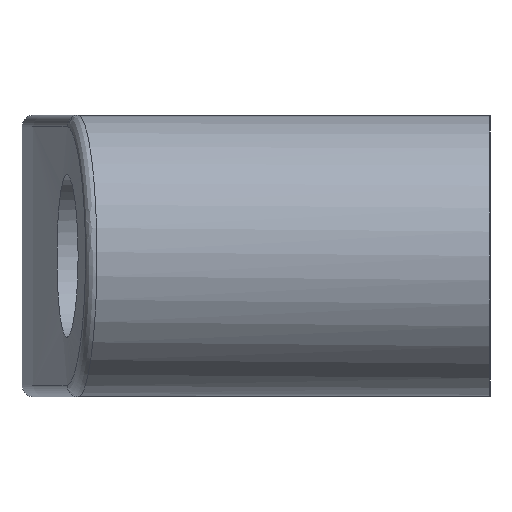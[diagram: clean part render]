
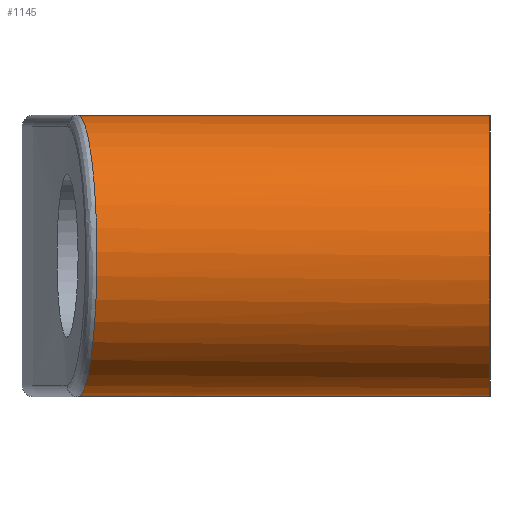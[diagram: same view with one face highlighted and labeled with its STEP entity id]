
A CAD part, left-side view. The second image highlights one B-rep face of the part: STEP entity #1145.
In plain terms, the highlighted cylindrical face has radius 12.15 mm (diameter 24.3 mm), a partial arc.
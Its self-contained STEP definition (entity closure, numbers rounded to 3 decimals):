
#10 = EDGE_CURVE ( 'NONE', #524, #285, #595, .T. ) ;
#19 = VECTOR ( 'NONE', #1264, 1000. ) ;
#24 = VERTEX_POINT ( 'NONE', #1898 ) ;
#25 = AXIS2_PLACEMENT_3D ( 'NONE', #874, #716, #1232 ) ;
#34 = CARTESIAN_POINT ( 'NONE',  ( -60., 32., -12.15 ) ) ;
#41 = CARTESIAN_POINT ( 'NONE',  ( -67.399, 34.581, -9.669 ) ) ;
#90 = CARTESIAN_POINT ( 'NONE',  ( -68.013, 34.499, 9.167 ) ) ;
#106 = CARTESIAN_POINT ( 'NONE',  ( -62.748, 35.18, 11.842 ) ) ;
#115 = CARTESIAN_POINT ( 'NONE',  ( -69.64, 34.278, 7.438 ) ) ;
#130 = CARTESIAN_POINT ( 'NONE',  ( -70.314, 34.185, -6.434 ) ) ;
#143 = CARTESIAN_POINT ( 'NONE',  ( -72.15, 33.927, -0.388 ) ) ;
#222 = CARTESIAN_POINT ( 'NONE',  ( -60., 40.4, -12.15 ) ) ;
#234 = CARTESIAN_POINT ( 'NONE',  ( -60., 35.515, 12.15 ) ) ;
#239 = CARTESIAN_POINT ( 'NONE',  ( -60., 35.515, 12.15 ) ) ;
#250 = ORIENTED_EDGE ( 'NONE', *, *, #720, .F. ) ;
#285 = VERTEX_POINT ( 'NONE', #871 ) ;
#294 = CARTESIAN_POINT ( 'NONE',  ( -69.149, 34.345, -8.035 ) ) ;
#305 = AXIS2_PLACEMENT_3D ( 'NONE', #1825, #1222, #756 ) ;
#308 = CARTESIAN_POINT ( 'NONE',  ( -69.652, 34.276, -7.422 ) ) ;
#322 = CARTESIAN_POINT ( 'NONE',  ( -61.601, 35.322, -12.07 ) ) ;
#326 = CARTESIAN_POINT ( 'NONE',  ( -60., 35.515, -12.15 ) ) ;
#384 = ORIENTED_EDGE ( 'NONE', *, *, #799, .T. ) ;
#390 = EDGE_CURVE ( 'NONE', #285, #1328, #1473, .T. ) ;
#396 = VECTOR ( 'NONE', #586, 1000. ) ;
#400 = CARTESIAN_POINT ( 'NONE',  ( -69.136, 34.347, 8.049 ) ) ;
#418 = CARTESIAN_POINT ( 'NONE',  ( -71.529, 34.015, -3.918 ) ) ;
#427 = FACE_OUTER_BOUND ( 'NONE', #1029, .T. ) ;
#489 = CARTESIAN_POINT ( 'NONE',  ( -63.153, 35.13, -11.761 ) ) ;
#524 = VERTEX_POINT ( 'NONE', #234 ) ;
#534 = CARTESIAN_POINT ( 'NONE',  ( -70.308, 34.186, 6.444 ) ) ;
#570 = CARTESIAN_POINT ( 'NONE',  ( -72.131, 33.93, -0.786 ) ) ;
#584 = CARTESIAN_POINT ( 'NONE',  ( -71.835, 33.972, 2.78 ) ) ;
#586 = DIRECTION ( 'NONE',  ( 0., -1., 0. ) ) ;
#595 = B_SPLINE_CURVE_WITH_KNOTS ( 'NONE', 3,
 ( #239, #1036, #1013, #106, #1181, #1467, #683, #1935, #841, #1332, #90, #400, #115, #534, #1775, #1316, #1682, #1077, #731, #584, #1503, #1962, #143, #570, #1815, #880, #1055, #418, #1671, #889, #1063, #130, #308, #294, #1857, #41, #653, #1267, #788, #1414, #642, #489, #322, #797, #326 ),
 .UNSPECIFIED., .F., .F.,
 ( 4, 2, 2, 2, 2, 2, 2, 2, 1, 2, 2, 2, 2, 2, 2, 2, 2, 2, 2, 2, 2, 2, 4 ),
 ( 0., 0.002, 0.004, 0.005, 0.007, 0.01, 0.012, 0.013, 0.014, 0.015, 0.017, 0.019, 0.02, 0.021, 0.024, 0.025, 0.026, 0.029, 0.031, 0.032, 0.033, 0.036, 0.038 ),
 .UNSPECIFIED. ) ;
#642 = CARTESIAN_POINT ( 'NONE',  ( -63.908, 35.035, -11.532 ) ) ;
#653 = CARTESIAN_POINT ( 'NONE',  ( -66.413, 34.711, -10.327 ) ) ;
#683 = CARTESIAN_POINT ( 'NONE',  ( -64.27, 34.988, 11.382 ) ) ;
#716 = DIRECTION ( 'NONE',  ( 0., -1., 0. ) ) ;
#720 = EDGE_CURVE ( 'NONE', #912, #1080, #1416, .T. ) ;
#730 = CARTESIAN_POINT ( 'NONE',  ( -60., 31.77, -12.15 ) ) ;
#731 = CARTESIAN_POINT ( 'NONE',  ( -71.736, 33.986, 3.169 ) ) ;
#756 = DIRECTION ( 'NONE',  ( 0., 0., 1. ) ) ;
#788 = CARTESIAN_POINT ( 'NONE',  ( -65.372, 34.847, -10.905 ) ) ;
#797 = CARTESIAN_POINT ( 'NONE',  ( -60.8, 35.419, -12.15 ) ) ;
#799 = EDGE_CURVE ( 'NONE', #1328, #24, #803, .T. ) ;
#803 = LINE ( 'NONE', #34, #19 ) ;
#841 = CARTESIAN_POINT ( 'NONE',  ( -66.068, 34.757, 10.556 ) ) ;
#871 = CARTESIAN_POINT ( 'NONE',  ( -60., 35.515, -12.15 ) ) ;
#874 = CARTESIAN_POINT ( 'NONE',  ( -60., 32., 0. ) ) ;
#880 = CARTESIAN_POINT ( 'NONE',  ( -71.994, 33.95, -1.984 ) ) ;
#889 = CARTESIAN_POINT ( 'NONE',  ( -70.897, 34.104, -5.388 ) ) ;
#912 = VERTEX_POINT ( 'NONE', #1816 ) ;
#1005 = CARTESIAN_POINT ( 'NONE',  ( -60., 0., 12.15 ) ) ;
#1013 = CARTESIAN_POINT ( 'NONE',  ( -61.587, 35.324, 12.072 ) ) ;
#1023 = CIRCLE ( 'NONE', #305, 12.15 ) ;
#1029 = EDGE_LOOP ( 'NONE', ( #250, #1307, #1610, #1746, #384, #1327 ) ) ;
#1036 = CARTESIAN_POINT ( 'NONE',  ( -60.8, 35.419, 12.15 ) ) ;
#1055 = CARTESIAN_POINT ( 'NONE',  ( -71.76, 33.983, -3.158 ) ) ;
#1063 = CARTESIAN_POINT ( 'NONE',  ( -70.52, 34.156, -6.093 ) ) ;
#1077 = CARTESIAN_POINT ( 'NONE',  ( -71.503, 34.019, 3.931 ) ) ;
#1080 = VERTEX_POINT ( 'NONE', #1005 ) ;
#1145 = ADVANCED_FACE ( 'NONE', ( #427 ), #1635, .T. ) ;
#1171 = DIRECTION ( 'NONE',  ( 0., -1., 0. ) ) ;
#1181 = CARTESIAN_POINT ( 'NONE',  ( -63.131, 35.132, 11.746 ) ) ;
#1222 = DIRECTION ( 'NONE',  ( 0., 1., 0. ) ) ;
#1232 = DIRECTION ( 'NONE',  ( 0., 0., -1. ) ) ;
#1264 = DIRECTION ( 'NONE',  ( 0., -1., 0. ) ) ;
#1267 = CARTESIAN_POINT ( 'NONE',  ( -66.074, 34.756, -10.53 ) ) ;
#1294 = EDGE_CURVE ( 'NONE', #524, #912, #1578, .T. ) ;
#1307 = ORIENTED_EDGE ( 'NONE', *, *, #1294, .F. ) ;
#1316 = CARTESIAN_POINT ( 'NONE',  ( -70.893, 34.104, 5.396 ) ) ;
#1327 = ORIENTED_EDGE ( 'NONE', *, *, #1354, .T. ) ;
#1328 = VERTEX_POINT ( 'NONE', #730 ) ;
#1332 = CARTESIAN_POINT ( 'NONE',  ( -67.387, 34.583, 9.679 ) ) ;
#1354 = EDGE_CURVE ( 'NONE', #24, #1080, #1023, .T. ) ;
#1414 = CARTESIAN_POINT ( 'NONE',  ( -65.009, 34.894, -11.077 ) ) ;
#1416 = LINE ( 'NONE', #1840, #396 ) ;
#1467 = CARTESIAN_POINT ( 'NONE',  ( -63.892, 35.036, 11.517 ) ) ;
#1473 = LINE ( 'NONE', #222, #1830 ) ;
#1503 = CARTESIAN_POINT ( 'NONE',  ( -72.071, 33.939, 1.597 ) ) ;
#1578 = LINE ( 'NONE', #1855, #1875 ) ;
#1609 = DIRECTION ( 'NONE',  ( 0., -1., 0. ) ) ;
#1610 = ORIENTED_EDGE ( 'NONE', *, *, #10, .T. ) ;
#1635 = CYLINDRICAL_SURFACE ( 'NONE', #25, 12.15 ) ;
#1671 = CARTESIAN_POINT ( 'NONE',  ( -71.07, 34.08, -5.023 ) ) ;
#1682 = CARTESIAN_POINT ( 'NONE',  ( -71.234, 34.057, 4.678 ) ) ;
#1746 = ORIENTED_EDGE ( 'NONE', *, *, #390, .T. ) ;
#1775 = CARTESIAN_POINT ( 'NONE',  ( -70.516, 34.157, 6.099 ) ) ;
#1815 = CARTESIAN_POINT ( 'NONE',  ( -72.053, 33.941, -1.585 ) ) ;
#1816 = CARTESIAN_POINT ( 'NONE',  ( -60., 31.77, 12.15 ) ) ;
#1825 = CARTESIAN_POINT ( 'NONE',  ( -60., 0., 0. ) ) ;
#1830 = VECTOR ( 'NONE', #1171, 1000. ) ;
#1840 = CARTESIAN_POINT ( 'NONE',  ( -60., 32., 12.15 ) ) ;
#1855 = CARTESIAN_POINT ( 'NONE',  ( -60., 40.4, 12.15 ) ) ;
#1857 = CARTESIAN_POINT ( 'NONE',  ( -68.014, 34.499, -9.167 ) ) ;
#1875 = VECTOR ( 'NONE', #1609, 1000. ) ;
#1898 = CARTESIAN_POINT ( 'NONE',  ( -60., 0., -12.15 ) ) ;
#1935 = CARTESIAN_POINT ( 'NONE',  ( -65.372, 34.847, 10.927 ) ) ;
#1962 = CARTESIAN_POINT ( 'NONE',  ( -72.149, 33.927, 0.805 ) ) ;
